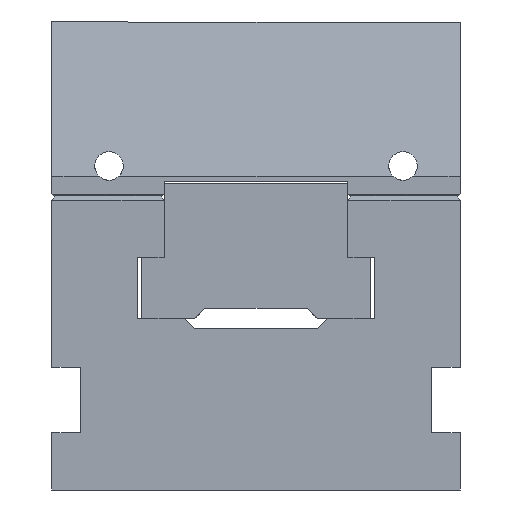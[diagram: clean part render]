
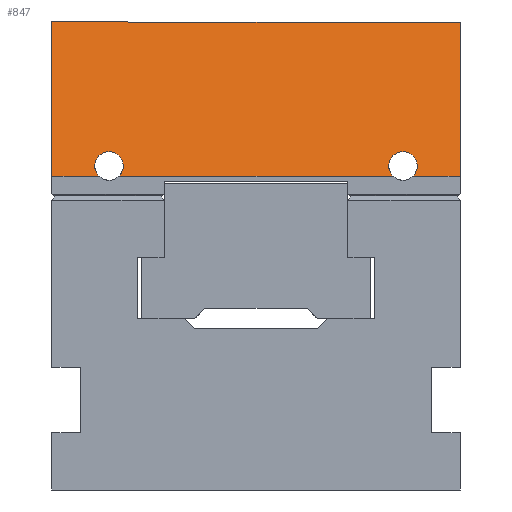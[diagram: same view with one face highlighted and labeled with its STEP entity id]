
A CAD part, front view. The second image highlights one B-rep face of the part: STEP entity #847.
In plain terms, the highlighted face is planar.
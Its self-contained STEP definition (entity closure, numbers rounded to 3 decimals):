
#847 = ADVANCED_FACE( '', ( #2170 ), #2171, .F. );
#2170 = FACE_OUTER_BOUND( '', #4034, .T. );
#2171 = PLANE( '', #4035 );
#4034 = EDGE_LOOP( '', ( #6558, #6559, #6560, #6561, #6562, #6563, #6564, #6565 ) );
#4035 = AXIS2_PLACEMENT_3D( '', #6566, #6567, #6568 );
#6558 = ORIENTED_EDGE( '', *, *, #11972, .T. );
#6559 = ORIENTED_EDGE( '', *, *, #11973, .T. );
#6560 = ORIENTED_EDGE( '', *, *, #11974, .T. );
#6561 = ORIENTED_EDGE( '', *, *, #11975, .T. );
#6562 = ORIENTED_EDGE( '', *, *, #11976, .F. );
#6563 = ORIENTED_EDGE( '', *, *, #11977, .F. );
#6564 = ORIENTED_EDGE( '', *, *, #11978, .T. );
#6565 = ORIENTED_EDGE( '', *, *, #11979, .T. );
#6566 = CARTESIAN_POINT( '', ( 49.975, 13.866, 43. ) );
#6567 = DIRECTION( '', ( 0., -0.966, -0.259 ) );
#6568 = DIRECTION( '', ( 0., 0.259, -0.966 ) );
#11972 = EDGE_CURVE( '', #14751, #14752, #14753, .T. );
#11973 = EDGE_CURVE( '', #14752, #14754, #14755, .T. );
#11974 = EDGE_CURVE( '', #14754, #14756, #14757, .T. );
#11975 = EDGE_CURVE( '', #14756, #14758, #14759, .T. );
#11976 = EDGE_CURVE( '', #14760, #14758, #14761, .T. );
#11977 = EDGE_CURVE( '', #14762, #14760, #14763, .T. );
#11978 = EDGE_CURVE( '', #14762, #14764, #14765, .T. );
#11979 = EDGE_CURVE( '', #14764, #14751, #14766, .T. );
#14751 = VERTEX_POINT( '', #18681 );
#14752 = VERTEX_POINT( '', #18682 );
#14753 = LINE( '', #18683, #18684 );
#14754 = VERTEX_POINT( '', #18685 );
#14755 = ELLIPSE( '', #18686, 3.623, 3.5 );
#14756 = VERTEX_POINT( '', #18687 );
#14757 = LINE( '', #18688, #18689 );
#14758 = VERTEX_POINT( '', #18690 );
#14759 = LINE( '', #18691, #18692 );
#14760 = VERTEX_POINT( '', #18693 );
#14761 = LINE( '', #18694, #18695 );
#14762 = VERTEX_POINT( '', #18696 );
#14763 = LINE( '', #18697, #18698 );
#14764 = VERTEX_POINT( '', #18699 );
#14765 = LINE( '', #18700, #18701 );
#14766 = ELLIPSE( '', #18702, 3.623, 3.5 );
#18681 = CARTESIAN_POINT( '', ( 33.624, 24., 5.18 ) );
#18682 = CARTESIAN_POINT( '', ( -33.624, 24., 5.18 ) );
#18683 = CARTESIAN_POINT( '', ( 49.975, 24., 5.18 ) );
#18684 = VECTOR( '', #22578, 1000. );
#18685 = CARTESIAN_POINT( '', ( -38.376, 24., 5.18 ) );
#18686 = AXIS2_PLACEMENT_3D( '', #22579, #22580, #22581 );
#18687 = CARTESIAN_POINT( '', ( -49.975, 24., 5.18 ) );
#18688 = CARTESIAN_POINT( '', ( 49.975, 24., 5.18 ) );
#18689 = VECTOR( '', #22582, 1000. );
#18690 = CARTESIAN_POINT( '', ( -49.975, 13.866, 43. ) );
#18691 = CARTESIAN_POINT( '', ( -49.975, 13.866, 43. ) );
#18692 = VECTOR( '', #22583, 1000. );
#18693 = CARTESIAN_POINT( '', ( 49.975, 13.866, 43. ) );
#18694 = CARTESIAN_POINT( '', ( 49.975, 13.866, 43. ) );
#18695 = VECTOR( '', #22584, 1000. );
#18696 = CARTESIAN_POINT( '', ( 49.975, 24., 5.18 ) );
#18697 = CARTESIAN_POINT( '', ( 49.975, 13.866, 43. ) );
#18698 = VECTOR( '', #22585, 1000. );
#18699 = CARTESIAN_POINT( '', ( 38.376, 24., 5.18 ) );
#18700 = CARTESIAN_POINT( '', ( 49.975, 24., 5.18 ) );
#18701 = VECTOR( '', #22586, 1000. );
#18702 = AXIS2_PLACEMENT_3D( '', #22587, #22588, #22589 );
#22578 = DIRECTION( '', ( -1., 0., 0. ) );
#22579 = CARTESIAN_POINT( '', ( -36., 23.311, 7.75 ) );
#22580 = DIRECTION( '', ( 0., -0.966, -0.259 ) );
#22581 = DIRECTION( '', ( 0., 0.259, -0.966 ) );
#22582 = DIRECTION( '', ( -1., 0., 0. ) );
#22583 = DIRECTION( '', ( 0., -0.259, 0.966 ) );
#22584 = DIRECTION( '', ( -1., 0., 0. ) );
#22585 = DIRECTION( '', ( 0., -0.259, 0.966 ) );
#22586 = DIRECTION( '', ( -1., 0., 0. ) );
#22587 = CARTESIAN_POINT( '', ( 36., 23.311, 7.75 ) );
#22588 = DIRECTION( '', ( 0., -0.966, -0.259 ) );
#22589 = DIRECTION( '', ( 0., 0.259, -0.966 ) );
